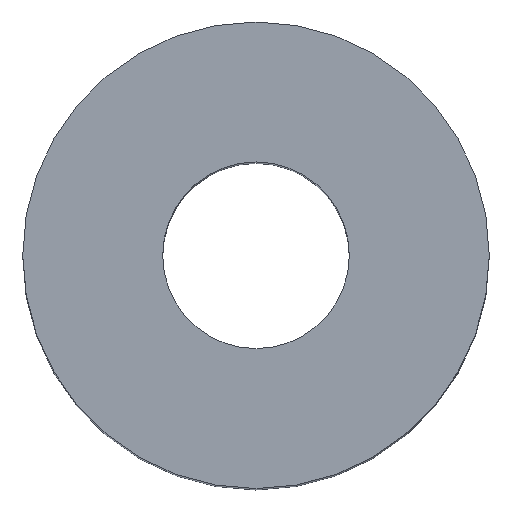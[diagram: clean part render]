
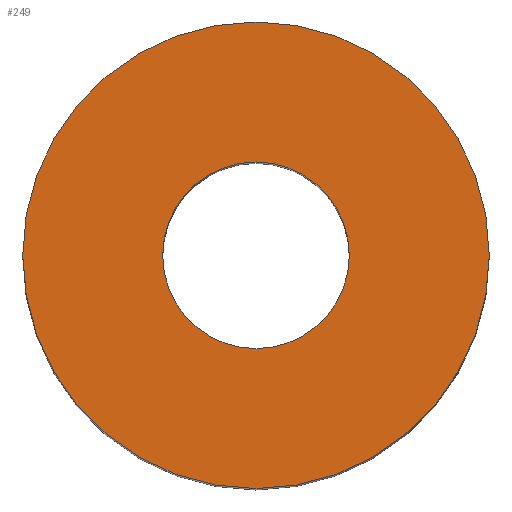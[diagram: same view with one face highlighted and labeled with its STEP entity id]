
A CAD part, top view. The second image highlights one B-rep face of the part: STEP entity #249.
In plain terms, the highlighted planar face has unit normal (0, 0, 1).
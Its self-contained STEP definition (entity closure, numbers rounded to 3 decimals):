
#11 = DIRECTION ( 'NONE',  ( 1., 0., 0. ) ) ;
#14 = DIRECTION ( 'NONE',  ( 1., 0., 0. ) ) ;
#17 = DIRECTION ( 'NONE',  ( 0., 0., 1. ) ) ;
#20 = PLANE ( 'NONE',  #236 ) ;
#21 = CARTESIAN_POINT ( 'NONE',  ( 0., 0., 7. ) ) ;
#31 = CARTESIAN_POINT ( 'NONE',  ( 0., 0., 7. ) ) ;
#59 = CARTESIAN_POINT ( 'NONE',  ( 0., 0., 7. ) ) ;
#60 = DIRECTION ( 'NONE',  ( 0., 0., 1. ) ) ;
#61 = DIRECTION ( 'NONE',  ( 0., 0., 1. ) ) ;
#62 = DIRECTION ( 'NONE',  ( 1., 0., 0. ) ) ;
#63 = CARTESIAN_POINT ( 'NONE',  ( 0., 0., 7. ) ) ;
#64 = DIRECTION ( 'NONE',  ( 0., 0., 1. ) ) ;
#66 = CARTESIAN_POINT ( 'NONE',  ( 1.6, 0., 7. ) ) ;
#67 = DIRECTION ( 'NONE',  ( 1., 0., 0. ) ) ;
#69 = CARTESIAN_POINT ( 'NONE',  ( 4., 0., 7. ) ) ;
#70 = CARTESIAN_POINT ( 'NONE',  ( -4., 0., 7. ) ) ;
#73 = VERTEX_POINT ( 'NONE', #74 ) ;
#74 = CARTESIAN_POINT ( 'NONE',  ( -1.6, 0., 7. ) ) ;
#75 = VERTEX_POINT ( 'NONE', #70 ) ;
#81 = VERTEX_POINT ( 'NONE', #69 ) ;
#84 = VERTEX_POINT ( 'NONE', #66 ) ;
#95 = DIRECTION ( 'NONE',  ( 0., 0., 1. ) ) ;
#98 = DIRECTION ( 'NONE',  ( 1., 0., 0. ) ) ;
#99 = CARTESIAN_POINT ( 'NONE',  ( 0., 0., 7. ) ) ;
#105 = EDGE_LOOP ( 'NONE', ( #124, #106 ) ) ;
#106 = ORIENTED_EDGE ( 'NONE', *, *, #213, .T. ) ;
#114 = FACE_OUTER_BOUND ( 'NONE', #105, .T. ) ;
#118 = ORIENTED_EDGE ( 'NONE', *, *, #200, .F. ) ;
#119 = FACE_BOUND ( 'NONE', #187, .T. ) ;
#124 = ORIENTED_EDGE ( 'NONE', *, *, #216, .T. ) ;
#126 = ORIENTED_EDGE ( 'NONE', *, *, #202, .F. ) ;
#130 = CIRCLE ( 'NONE', #209, 1.6 ) ;
#136 = CIRCLE ( 'NONE', #222, 4. ) ;
#138 = CIRCLE ( 'NONE', #205, 4. ) ;
#160 = CIRCLE ( 'NONE', #199, 1.6 ) ;
#187 = EDGE_LOOP ( 'NONE', ( #118, #126 ) ) ;
#199 = AXIS2_PLACEMENT_3D ( 'NONE', #59, #60, #11 ) ;
#200 = EDGE_CURVE ( 'NONE', #73, #84, #160, .T. ) ;
#202 = EDGE_CURVE ( 'NONE', #84, #73, #130, .T. ) ;
#205 = AXIS2_PLACEMENT_3D ( 'NONE', #63, #64, #67 ) ;
#209 = AXIS2_PLACEMENT_3D ( 'NONE', #99, #95, #98 ) ;
#213 = EDGE_CURVE ( 'NONE', #81, #75, #136, .T. ) ;
#216 = EDGE_CURVE ( 'NONE', #75, #81, #138, .T. ) ;
#222 = AXIS2_PLACEMENT_3D ( 'NONE', #31, #61, #62 ) ;
#236 = AXIS2_PLACEMENT_3D ( 'NONE', #21, #17, #14 ) ;
#249 = ADVANCED_FACE ( 'NONE', ( #114, #119 ), #20, .T. ) ;
